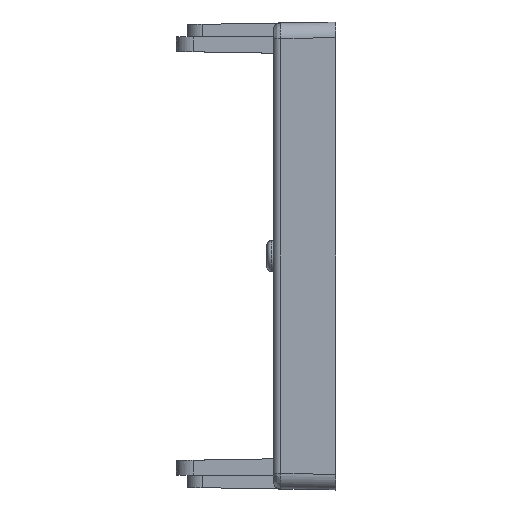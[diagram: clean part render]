
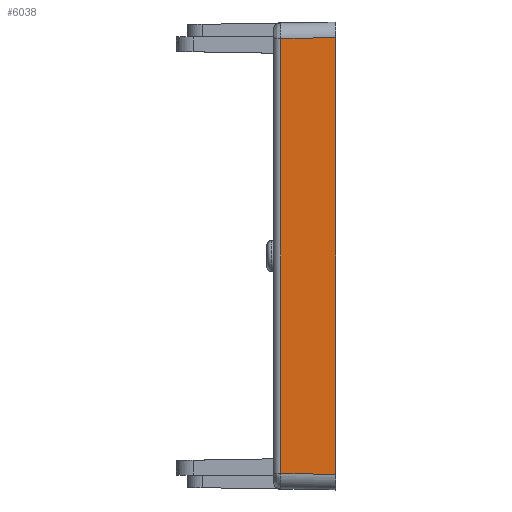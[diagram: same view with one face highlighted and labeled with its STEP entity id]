
A CAD part, left-side view. The second image highlights one B-rep face of the part: STEP entity #6038.
In plain terms, the highlighted planar face has unit normal (-1, 0.018, 0).
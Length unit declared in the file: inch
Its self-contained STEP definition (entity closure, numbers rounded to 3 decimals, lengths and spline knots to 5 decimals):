
#828=FACE_OUTER_BOUND('',#1198,.T.);
#1198=EDGE_LOOP('',(#4630,#4631,#4632,#4633));
#1618=LINE('',#9506,#2107);
#1697=LINE('',#10248,#2186);
#1698=LINE('',#10250,#2187);
#1699=LINE('',#10251,#2188);
#2107=VECTOR('',#7411,1.09755);
#2186=VECTOR('',#7708,0.13818);
#2187=VECTOR('',#7709,0.13818);
#2188=VECTOR('',#7710,1.10237);
#2609=VERTEX_POINT('',#9503);
#2610=VERTEX_POINT('',#9505);
#2676=VERTEX_POINT('',#10247);
#2677=VERTEX_POINT('',#10249);
#3256=EDGE_CURVE('',#2610,#2609,#1618,.T.);
#3388=EDGE_CURVE('',#2676,#2610,#1697,.T.);
#3389=EDGE_CURVE('',#2609,#2677,#1698,.T.);
#3390=EDGE_CURVE('',#2676,#2677,#1699,.T.);
#4630=ORIENTED_EDGE('',*,*,#3388,.T.);
#4631=ORIENTED_EDGE('',*,*,#3256,.T.);
#4632=ORIENTED_EDGE('',*,*,#3389,.T.);
#4633=ORIENTED_EDGE('',*,*,#3390,.F.);
#5843=PLANE('',#6517);
#6038=ADVANCED_FACE('',(#828),#5843,.T.);
#6517=AXIS2_PLACEMENT_3D('',#10246,#7706,#7707);
#7411=DIRECTION('',(0.,0.,-1.));
#7706=DIRECTION('center_axis',(-1.,0.017,0.));
#7707=DIRECTION('ref_axis',(0.,0.,1.));
#7708=DIRECTION('',(0.017,1.,-0.017));
#7709=DIRECTION('',(-0.017,-1.,-0.017));
#7710=DIRECTION('',(0.,0.,-1.));
#9503=CARTESIAN_POINT('',(-1.04089,-0.01934,-0.54878));
#9505=CARTESIAN_POINT('',(-1.04089,-0.01934,0.54878));
#9506=CARTESIAN_POINT('',(-1.0409,-0.01934,0.54878));
#10246=CARTESIAN_POINT('Origin',(-1.04331,-0.15748,0.66126));
#10247=CARTESIAN_POINT('',(-1.04331,-0.15748,0.55119));
#10248=CARTESIAN_POINT('',(-1.04331,-0.15748,0.55119));
#10249=CARTESIAN_POINT('',(-1.04331,-0.15748,-0.55119));
#10250=CARTESIAN_POINT('',(-1.0409,-0.01934,-0.54878));
#10251=CARTESIAN_POINT('',(-1.04331,-0.15748,0.55119));
